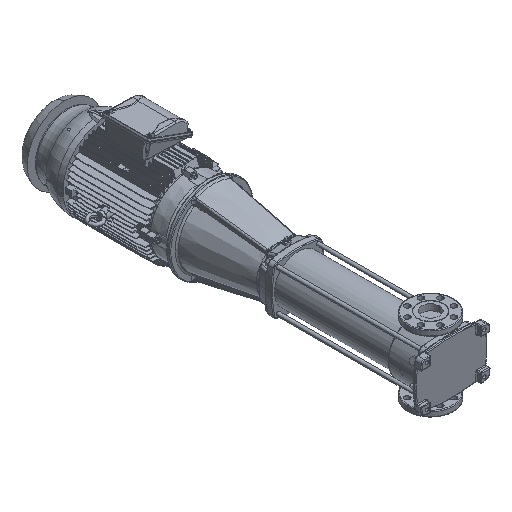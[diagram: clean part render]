
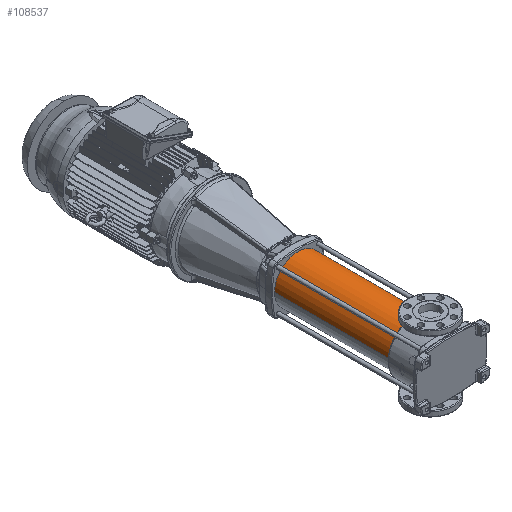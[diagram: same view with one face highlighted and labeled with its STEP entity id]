
A CAD part, isometric view. The second image highlights one B-rep face of the part: STEP entity #108537.
In plain terms, the highlighted cylindrical face has radius 98.5 mm (diameter 197 mm), a partial arc.
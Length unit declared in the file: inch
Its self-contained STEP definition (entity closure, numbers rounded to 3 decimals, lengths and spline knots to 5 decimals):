
#7891 = DIRECTION ( 'NONE',  ( 0., 1., 0. ) ) ;
#8069 = AXIS2_PLACEMENT_3D ( 'NONE', #72885, #105742, #96678 ) ;
#10126 = ORIENTED_EDGE ( 'NONE', *, *, #110646, .T. ) ;
#10620 = CARTESIAN_POINT ( 'NONE',  ( 0., 2.13386, 0. ) ) ;
#13702 = CARTESIAN_POINT ( 'NONE',  ( 0., 2.13386, 3.87795 ) ) ;
#15944 = CARTESIAN_POINT ( 'NONE',  ( 0., 2.13386, -3.87795 ) ) ;
#17061 = DIRECTION ( 'NONE',  ( 0., 1., 0. ) ) ;
#22404 = CARTESIAN_POINT ( 'NONE',  ( 0., 21.25197, -3.87795 ) ) ;
#37242 = CIRCLE ( 'NONE', #67932, 3.87795 ) ;
#37705 = VERTEX_POINT ( 'NONE', #99895 ) ;
#44543 = EDGE_CURVE ( 'NONE', #82294, #111824, #37242, .T. ) ;
#49338 = ORIENTED_EDGE ( 'NONE', *, *, #44543, .T. ) ;
#51838 = CYLINDRICAL_SURFACE ( 'NONE', #64874, 3.87795 ) ;
#53666 = DIRECTION ( 'NONE',  ( 0., -1., 0. ) ) ;
#59848 = ORIENTED_EDGE ( 'NONE', *, *, #98763, .T. ) ;
#61049 = CARTESIAN_POINT ( 'NONE',  ( 0., 21.25197, 0. ) ) ;
#62543 = DIRECTION ( 'NONE',  ( 0., 0., 1. ) ) ;
#64177 = CARTESIAN_POINT ( 'NONE',  ( 0., 21.25197, 3.87795 ) ) ;
#64874 = AXIS2_PLACEMENT_3D ( 'NONE', #10620, #79478, #62543 ) ;
#67932 = AXIS2_PLACEMENT_3D ( 'NONE', #61049, #53666, #103984 ) ;
#70993 = VERTEX_POINT ( 'NONE', #13702 ) ;
#72885 = CARTESIAN_POINT ( 'NONE',  ( 0., 2.13386, 0. ) ) ;
#79478 = DIRECTION ( 'NONE',  ( 0., 1., 0. ) ) ;
#79798 = EDGE_CURVE ( 'NONE', #37705, #111824, #91614, .T. ) ;
#80399 = VECTOR ( 'NONE', #17061, 39.37008 ) ;
#81939 = CIRCLE ( 'NONE', #8069, 3.87795 ) ;
#82294 = VERTEX_POINT ( 'NONE', #64177 ) ;
#84238 = ORIENTED_EDGE ( 'NONE', *, *, #79798, .F. ) ;
#91614 = LINE ( 'NONE', #15944, #80399 ) ;
#94298 = CARTESIAN_POINT ( 'NONE',  ( 0., 2.13386, 3.87795 ) ) ;
#96678 = DIRECTION ( 'NONE',  ( 0., 0., 1. ) ) ;
#98763 = EDGE_CURVE ( 'NONE', #37705, #70993, #81939, .T. ) ;
#99895 = CARTESIAN_POINT ( 'NONE',  ( 0., 2.13386, -3.87795 ) ) ;
#103338 = LINE ( 'NONE', #94298, #104818 ) ;
#103826 = FACE_OUTER_BOUND ( 'NONE', #103873, .T. ) ;
#103873 = EDGE_LOOP ( 'NONE', ( #84238, #59848, #10126, #49338 ) ) ;
#103984 = DIRECTION ( 'NONE',  ( 0., 0., 1. ) ) ;
#104818 = VECTOR ( 'NONE', #7891, 39.37008 ) ;
#105742 = DIRECTION ( 'NONE',  ( 0., 1., 0. ) ) ;
#108537 = ADVANCED_FACE ( 'NONE', ( #103826 ), #51838, .T. ) ;
#110646 = EDGE_CURVE ( 'NONE', #70993, #82294, #103338, .T. ) ;
#111824 = VERTEX_POINT ( 'NONE', #22404 ) ;
